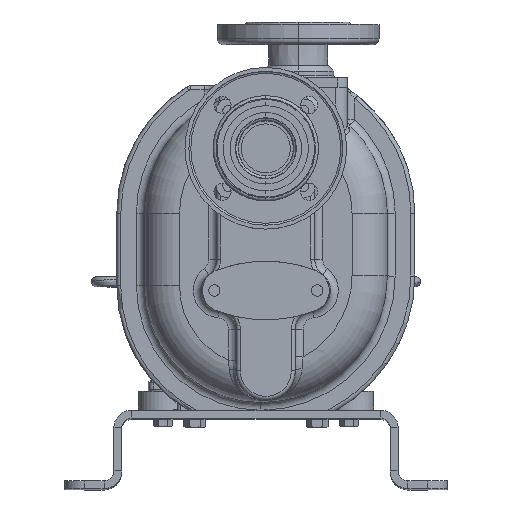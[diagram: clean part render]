
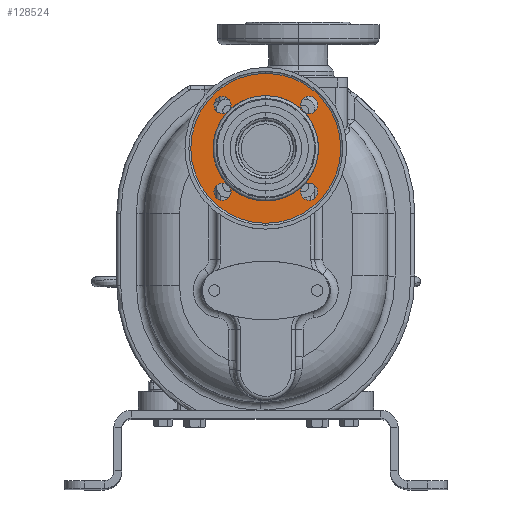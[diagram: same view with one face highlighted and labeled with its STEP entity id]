
A CAD part, top view. The second image highlights one B-rep face of the part: STEP entity #128524.
In plain terms, the highlighted planar face has unit normal (0, 0, 1).
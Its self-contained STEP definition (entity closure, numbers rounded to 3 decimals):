
#127416=CARTESIAN_POINT('',(54.194,311.194,331.5));
#127417=DIRECTION('',(0.,0.,-1.));
#127418=DIRECTION('',(0.,-1.,0.));
#127419=AXIS2_PLACEMENT_3D('',#127416,#127417,#127418);
#127421=CARTESIAN_POINT('',(54.194,311.194,331.5));
#127422=DIRECTION('',(0.,0.,-1.));
#127423=DIRECTION('',(0.,1.,0.));
#127424=AXIS2_PLACEMENT_3D('',#127421,#127422,#127423);
#127426=CARTESIAN_POINT('',(54.194,311.194,331.5));
#127427=DIRECTION('',(0.,0.,-1.));
#127428=DIRECTION('',(-0.707,-0.707,0.));
#127429=AXIS2_PLACEMENT_3D('',#127426,#127427,#127428);
#127431=CARTESIAN_POINT('',(-34.194,311.194,331.5));
#127432=DIRECTION('',(0.,0.,-1.));
#127433=DIRECTION('',(1.,0.,0.));
#127434=AXIS2_PLACEMENT_3D('',#127431,#127432,#127433);
#127436=CARTESIAN_POINT('',(-34.194,311.194,331.5));
#127437=DIRECTION('',(0.,0.,-1.));
#127438=DIRECTION('',(-1.,0.,0.));
#127439=AXIS2_PLACEMENT_3D('',#127436,#127437,#127438);
#127441=CARTESIAN_POINT('',(-34.194,311.194,331.5));
#127442=DIRECTION('',(0.,0.,-1.));
#127443=DIRECTION('',(0.707,-0.707,0.));
#127444=AXIS2_PLACEMENT_3D('',#127441,#127442,#127443);
#127446=CARTESIAN_POINT('',(-34.194,222.806,331.5));
#127447=DIRECTION('',(0.,0.,-1.));
#127448=DIRECTION('',(0.,1.,0.));
#127449=AXIS2_PLACEMENT_3D('',#127446,#127447,#127448);
#127451=CARTESIAN_POINT('',(-34.194,222.806,331.5));
#127452=DIRECTION('',(0.,0.,-1.));
#127453=DIRECTION('',(0.,-1.,0.));
#127454=AXIS2_PLACEMENT_3D('',#127451,#127452,#127453);
#127456=CARTESIAN_POINT('',(-34.194,222.806,331.5));
#127457=DIRECTION('',(0.,0.,-1.));
#127458=DIRECTION('',(0.707,0.707,0.));
#127459=AXIS2_PLACEMENT_3D('',#127456,#127457,#127458);
#127461=CARTESIAN_POINT('',(54.194,222.806,331.5));
#127462=DIRECTION('',(0.,0.,-1.));
#127463=DIRECTION('',(-1.,0.,0.));
#127464=AXIS2_PLACEMENT_3D('',#127461,#127462,#127463);
#127466=CARTESIAN_POINT('',(54.194,222.806,331.5));
#127467=DIRECTION('',(0.,0.,-1.));
#127468=DIRECTION('',(1.,0.,0.));
#127469=AXIS2_PLACEMENT_3D('',#127466,#127467,#127468);
#127471=CARTESIAN_POINT('',(54.194,222.806,331.5));
#127472=DIRECTION('',(0.,0.,-1.));
#127473=DIRECTION('',(-0.707,0.707,0.));
#127474=AXIS2_PLACEMENT_3D('',#127471,#127472,#127473);
#127476=CARTESIAN_POINT('',(10.,267.,331.5));
#127477=DIRECTION('',(0.,0.,1.));
#127478=DIRECTION('',(0.,-1.,0.));
#127479=AXIS2_PLACEMENT_3D('',#127476,#127477,#127478);
#127491=CARTESIAN_POINT('',(10.,267.,331.5));
#127492=DIRECTION('',(0.,0.,-1.));
#127493=DIRECTION('',(0.,-1.,0.));
#127494=AXIS2_PLACEMENT_3D('',#127491,#127492,#127493);
#128087=CARTESIAN_POINT('',(10.,267.,331.5));
#128088=DIRECTION('',(0.,0.,1.));
#128089=DIRECTION('',(-0.707,0.707,0.));
#128090=AXIS2_PLACEMENT_3D('',#128087,#128088,#128089);
#128092=CARTESIAN_POINT('',(10.,267.,331.5));
#128093=DIRECTION('',(0.,0.,1.));
#128094=DIRECTION('',(0.,1.,0.));
#128095=AXIS2_PLACEMENT_3D('',#128092,#128093,#128094);
#128110=CARTESIAN_POINT('',(10.,267.,331.5));
#128111=DIRECTION('',(0.,0.,1.));
#128112=DIRECTION('',(-0.707,-0.707,0.));
#128113=AXIS2_PLACEMENT_3D('',#128110,#128111,#128112);
#128115=CARTESIAN_POINT('',(10.,267.,331.5));
#128116=DIRECTION('',(0.,0.,1.));
#128117=DIRECTION('',(0.707,-0.707,0.));
#128118=AXIS2_PLACEMENT_3D('',#128115,#128116,#128117);
#128120=CARTESIAN_POINT('',(10.,267.,331.5));
#128121=DIRECTION('',(0.,0.,1.));
#128122=DIRECTION('',(0.,-1.,0.));
#128123=AXIS2_PLACEMENT_3D('',#128120,#128121,#128122);
#128130=CARTESIAN_POINT('',(10.,267.,331.5));
#128131=DIRECTION('',(0.,0.,1.));
#128132=DIRECTION('',(0.707,0.707,0.));
#128133=AXIS2_PLACEMENT_3D('',#128130,#128131,#128132);
#128300=CARTESIAN_POINT('',(10.,190.5,331.5));
#128302=VERTEX_POINT('',#128300);
#128320=CARTESIAN_POINT('',(10.,343.5,331.5));
#128322=VERTEX_POINT('',#128320);
#128348=CARTESIAN_POINT('',(10.,213.25,331.5));
#128349=VERTEX_POINT('',#128348);
#128350=CARTESIAN_POINT('',(10.,320.75,331.5));
#128351=VERTEX_POINT('',#128350);
#128352=CARTESIAN_POINT('',(-25.444,311.194,331.5));
#128353=CARTESIAN_POINT('',(-28.007,305.007,331.5));
#128354=VERTEX_POINT('',#128352);
#128355=VERTEX_POINT('',#128353);
#128356=CARTESIAN_POINT('',(-42.944,311.194,331.5));
#128357=VERTEX_POINT('',#128356);
#128362=CARTESIAN_POINT('',(-34.194,231.556,331.5));
#128363=CARTESIAN_POINT('',(-28.007,228.993,331.5));
#128364=VERTEX_POINT('',#128362);
#128365=VERTEX_POINT('',#128363);
#128366=CARTESIAN_POINT('',(-34.194,214.056,331.5));
#128367=VERTEX_POINT('',#128366);
#128372=CARTESIAN_POINT('',(45.444,222.806,331.5));
#128373=CARTESIAN_POINT('',(48.007,228.993,331.5));
#128374=VERTEX_POINT('',#128372);
#128375=VERTEX_POINT('',#128373);
#128376=CARTESIAN_POINT('',(62.944,222.806,331.5));
#128377=VERTEX_POINT('',#128376);
#128382=CARTESIAN_POINT('',(54.194,302.444,331.5));
#128383=CARTESIAN_POINT('',(48.007,305.007,331.5));
#128384=VERTEX_POINT('',#128382);
#128385=VERTEX_POINT('',#128383);
#128386=CARTESIAN_POINT('',(54.194,319.944,331.5));
#128387=VERTEX_POINT('',#128386);
#128476=CARTESIAN_POINT('',(10.,267.,331.5));
#128477=DIRECTION('',(0.,0.,1.));
#128478=DIRECTION('',(0.,1.,0.));
#128479=AXIS2_PLACEMENT_3D('',#128476,#128477,#128478);
#128480=PLANE('',#128479);
#128482=ORIENTED_EDGE('',*,*,#128481,.F.);
#128484=ORIENTED_EDGE('',*,*,#128483,.T.);
#128485=EDGE_LOOP('',(#128482,#128484));
#128486=FACE_OUTER_BOUND('',#128485,.F.);
#128488=ORIENTED_EDGE('',*,*,#128487,.F.);
#128490=ORIENTED_EDGE('',*,*,#128489,.F.);
#128492=ORIENTED_EDGE('',*,*,#128491,.F.);
#128494=ORIENTED_EDGE('',*,*,#128493,.T.);
#128496=ORIENTED_EDGE('',*,*,#128495,.T.);
#128498=ORIENTED_EDGE('',*,*,#128497,.F.);
#128500=ORIENTED_EDGE('',*,*,#128499,.F.);
#128502=ORIENTED_EDGE('',*,*,#128501,.F.);
#128504=ORIENTED_EDGE('',*,*,#128503,.T.);
#128506=ORIENTED_EDGE('',*,*,#128505,.F.);
#128507=ORIENTED_EDGE('',*,*,#128465,.F.);
#128509=ORIENTED_EDGE('',*,*,#128508,.F.);
#128511=ORIENTED_EDGE('',*,*,#128510,.T.);
#128513=ORIENTED_EDGE('',*,*,#128512,.T.);
#128515=ORIENTED_EDGE('',*,*,#128514,.F.);
#128517=ORIENTED_EDGE('',*,*,#128516,.F.);
#128519=ORIENTED_EDGE('',*,*,#128518,.F.);
#128521=ORIENTED_EDGE('',*,*,#128520,.T.);
#128522=EDGE_LOOP('',(#128488,#128490,#128492,#128494,#128496,#128498,#128500,
#128502,#128504,#128506,#128507,#128509,#128511,#128513,#128515,#128517,#128519,
#128521));
#128523=FACE_BOUND('',#128522,.F.);
#128524=ADVANCED_FACE('',(#128486,#128523),#128480,.T.);
#127420=CIRCLE('',#127419,8.75);
#127425=CIRCLE('',#127424,8.75);
#127430=CIRCLE('',#127429,8.75);
#127435=CIRCLE('',#127434,8.75);
#127440=CIRCLE('',#127439,8.75);
#127445=CIRCLE('',#127444,8.75);
#127450=CIRCLE('',#127449,8.75);
#127455=CIRCLE('',#127454,8.75);
#127460=CIRCLE('',#127459,8.75);
#127465=CIRCLE('',#127464,8.75);
#127470=CIRCLE('',#127469,8.75);
#127475=CIRCLE('',#127474,8.75);
#127480=CIRCLE('',#127479,76.5);
#127495=CIRCLE('',#127494,76.5);
#128091=CIRCLE('',#128090,53.75);
#128096=CIRCLE('',#128095,53.75);
#128114=CIRCLE('',#128113,53.75);
#128119=CIRCLE('',#128118,53.75);
#128124=CIRCLE('',#128123,53.75);
#128134=CIRCLE('',#128133,53.75);
#128465=EDGE_CURVE('',#128367,#128364,#127455,.T.);
#128481=EDGE_CURVE('',#128302,#128322,#127480,.T.);
#128483=EDGE_CURVE('',#128302,#128322,#127495,.T.);
#128487=EDGE_CURVE('',#128384,#128385,#127420,.T.);
#128489=EDGE_CURVE('',#128387,#128384,#127425,.T.);
#128491=EDGE_CURVE('',#128385,#128387,#127430,.T.);
#128493=EDGE_CURVE('',#128385,#128351,#128134,.T.);
#128495=EDGE_CURVE('',#128351,#128355,#128096,.T.);
#128497=EDGE_CURVE('',#128354,#128355,#127435,.T.);
#128499=EDGE_CURVE('',#128357,#128354,#127440,.T.);
#128501=EDGE_CURVE('',#128355,#128357,#127445,.T.);
#128503=EDGE_CURVE('',#128355,#128365,#128091,.T.);
#128505=EDGE_CURVE('',#128364,#128365,#127450,.T.);
#128508=EDGE_CURVE('',#128365,#128367,#127460,.T.);
#128510=EDGE_CURVE('',#128365,#128349,#128114,.T.);
#128512=EDGE_CURVE('',#128349,#128375,#128124,.T.);
#128514=EDGE_CURVE('',#128374,#128375,#127465,.T.);
#128516=EDGE_CURVE('',#128377,#128374,#127470,.T.);
#128518=EDGE_CURVE('',#128375,#128377,#127475,.T.);
#128520=EDGE_CURVE('',#128375,#128385,#128119,.T.);
